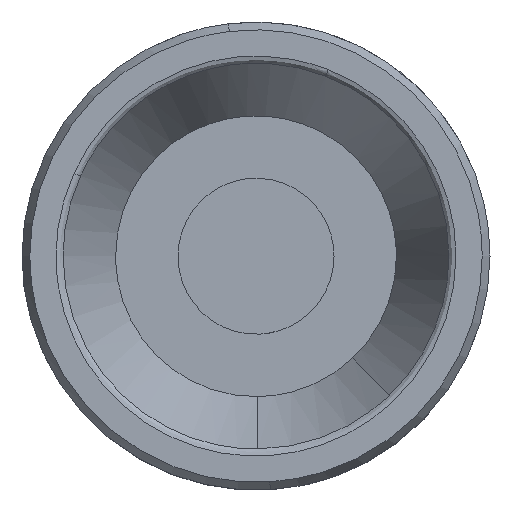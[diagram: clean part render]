
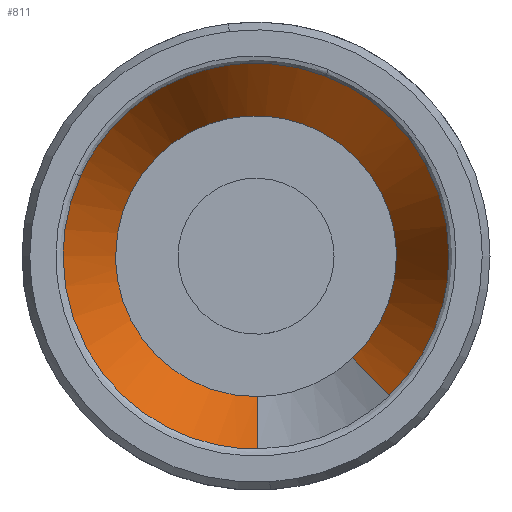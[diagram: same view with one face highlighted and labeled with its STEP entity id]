
A CAD part, top view. The second image highlights one B-rep face of the part: STEP entity #811.
In plain terms, the highlighted free-form (B-spline) face has degree [2, 1] with [9, 2] control points.
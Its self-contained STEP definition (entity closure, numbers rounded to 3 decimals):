
#641=CARTESIAN_POINT('',(6.149,-6.456,10.32));
#642=CARTESIAN_POINT('',(8.949,-3.789,10.32));
#643=CARTESIAN_POINT('',(8.916,0.078,10.32));
#644=CARTESIAN_POINT('',(8.838,8.993,10.32));
#645=CARTESIAN_POINT('',(-0.078,8.916,10.32));
#646=CARTESIAN_POINT('',(-8.993,8.838,10.32));
#647=CARTESIAN_POINT('',(-8.916,-0.078,10.32));
#648=CARTESIAN_POINT('',(-8.838,-8.993,10.32));
#649=CARTESIAN_POINT('',(0.078,-8.916,10.32));
#650=CARTESIAN_POINT('',(8.587,-9.017,17.896));
#651=CARTESIAN_POINT('',(12.498,-5.292,17.896));
#652=CARTESIAN_POINT('',(12.451,0.109,17.896));
#653=CARTESIAN_POINT('',(12.342,12.56,17.896));
#654=CARTESIAN_POINT('',(-0.109,12.451,17.896));
#655=CARTESIAN_POINT('',(-12.56,12.342,17.896));
#656=CARTESIAN_POINT('',(-12.451,-0.109,17.896));
#657=CARTESIAN_POINT('',(-12.342,-12.56,17.896));
#658=CARTESIAN_POINT('',(0.109,-12.451,17.896));
#666=(BOUNDED_SURFACE()B_SPLINE_SURFACE(2,1,((#641,#650),(#642,#651),(#643,#652),(#644,#653),(#645,#654),(#646,#655),(#647,#656),(#648,#657),(#649,#658)),.UNSPECIFIED.,.F.,.F.,.U.)B_SPLINE_SURFACE_WITH_KNOTS((3,2,2,2,3),(2,2),(0.0,10.728,31.358,51.989,72.619),(0.0,8.361),.UNSPECIFIED.)GEOMETRIC_REPRESENTATION_ITEM()RATIONAL_B_SPLINE_SURFACE(((0.854,0.854),(0.848,0.848),(1.0,1.0),(0.707,0.707),(1.0,1.0),(0.707,0.707),(1.0,1.0),(0.707,0.707),(1.0,1.0)))REPRESENTATION_ITEM('')SURFACE());
#667=CARTESIAN_POINT('',(8.528,-8.954,17.711));
#668=VERTEX_POINT('',#667);
#669=CARTESIAN_POINT('',(12.365,0.0,17.711));
#670=VERTEX_POINT('',#669);
#671=CARTESIAN_POINT('',(8.528,-8.954,17.711));
#672=CARTESIAN_POINT('',(12.365,-5.3,17.711));
#673=CARTESIAN_POINT('',(12.365,0.0,17.711));
#681=(BOUNDED_CURVE()B_SPLINE_CURVE(2,(#671,#672,#673),.UNSPECIFIED.,.F.,.U.)B_SPLINE_CURVE_WITH_KNOTS((3,3),(0.871,1.0),.UNSPECIFIED.)CURVE()GEOMETRIC_REPRESENTATION_ITEM()RATIONAL_B_SPLINE_CURVE((0.854,0.849,1.0))REPRESENTATION_ITEM(''));
#682=EDGE_CURVE('',#668,#670,#681,.T.);
#683=ORIENTED_EDGE('',*,*,#682,.T.);
#684=CARTESIAN_POINT('',(4.472,11.528,17.711));
#685=VERTEX_POINT('',#684);
#686=CARTESIAN_POINT('',(12.365,0.0,17.711));
#687=CARTESIAN_POINT('',(12.365,8.467,17.711));
#688=CARTESIAN_POINT('',(4.472,11.528,17.711));
#696=(BOUNDED_CURVE()B_SPLINE_CURVE(2,(#686,#687,#688),.UNSPECIFIED.,.F.,.U.)B_SPLINE_CURVE_WITH_KNOTS((3,3),(0.0,0.189),.UNSPECIFIED.)CURVE()GEOMETRIC_REPRESENTATION_ITEM()RATIONAL_B_SPLINE_CURVE((1.0,0.779,0.891))REPRESENTATION_ITEM(''));
#697=EDGE_CURVE('',#670,#685,#696,.T.);
#698=ORIENTED_EDGE('',*,*,#697,.T.);
#699=CARTESIAN_POINT('',(-11.254,5.124,17.711));
#700=VERTEX_POINT('',#699);
#701=CARTESIAN_POINT('',(4.472,11.528,17.711));
#702=CARTESIAN_POINT('',(2.314,12.365,17.711));
#703=CARTESIAN_POINT('',(0.0,12.365,17.711));
#704=CARTESIAN_POINT('',(-7.957,12.365,17.711));
#705=CARTESIAN_POINT('',(-11.254,5.124,17.711));
#713=(BOUNDED_CURVE()B_SPLINE_CURVE(2,(#701,#702,#703,#704,#705),.UNSPECIFIED.,.F.,.U.)B_SPLINE_CURVE_WITH_KNOTS((3,2,3),(0.189,0.25,0.43),.UNSPECIFIED.)CURVE()GEOMETRIC_REPRESENTATION_ITEM()RATIONAL_B_SPLINE_CURVE((0.891,0.928,1.0,0.79,0.882))REPRESENTATION_ITEM(''));
#714=EDGE_CURVE('',#685,#700,#713,.T.);
#715=ORIENTED_EDGE('',*,*,#714,.T.);
#716=CARTESIAN_POINT('',(-12.365,0.0,17.711));
#717=VERTEX_POINT('',#716);
#718=CARTESIAN_POINT('',(-11.254,5.124,17.711));
#719=CARTESIAN_POINT('',(-12.365,2.683,17.711));
#720=CARTESIAN_POINT('',(-12.365,0.0,17.711));
#728=(BOUNDED_CURVE()B_SPLINE_CURVE(2,(#718,#719,#720),.UNSPECIFIED.,.F.,.U.)B_SPLINE_CURVE_WITH_KNOTS((3,3),(0.43,0.5),.UNSPECIFIED.)CURVE()GEOMETRIC_REPRESENTATION_ITEM()RATIONAL_B_SPLINE_CURVE((0.882,0.918,1.0))REPRESENTATION_ITEM(''));
#729=EDGE_CURVE('',#700,#717,#728,.T.);
#730=ORIENTED_EDGE('',*,*,#729,.T.);
#731=CARTESIAN_POINT('',(0.108,-12.365,17.711));
#732=VERTEX_POINT('',#731);
#733=CARTESIAN_POINT('',(-12.365,0.0,17.711));
#734=CARTESIAN_POINT('',(-12.365,-12.365,17.711));
#735=CARTESIAN_POINT('',(0.0,-12.365,17.711));
#736=CARTESIAN_POINT('',(0.054,-12.365,17.711));
#737=CARTESIAN_POINT('',(0.108,-12.365,17.711));
#745=(BOUNDED_CURVE()B_SPLINE_CURVE(2,(#733,#734,#735,#736,#737),.UNSPECIFIED.,.F.,.U.)B_SPLINE_CURVE_WITH_KNOTS((3,2,3),(0.5,0.75,0.752),.UNSPECIFIED.)CURVE()GEOMETRIC_REPRESENTATION_ITEM()RATIONAL_B_SPLINE_CURVE((1.0,0.707,1.0,0.998,0.996))REPRESENTATION_ITEM(''));
#746=EDGE_CURVE('',#717,#732,#745,.T.);
#747=ORIENTED_EDGE('',*,*,#746,.T.);
#748=CARTESIAN_POINT('',(0.079,-9.,10.5));
#749=VERTEX_POINT('',#748);
#750=CARTESIAN_POINT('',(0.079,-9.,10.5));
#751=CARTESIAN_POINT('',(0.108,-12.365,17.711));
#752=QUASI_UNIFORM_CURVE('',1,(#750,#751),.UNSPECIFIED.,.F.,.U.);
#753=EDGE_CURVE('',#749,#732,#752,.T.);
#754=ORIENTED_EDGE('',*,*,#753,.F.);
#755=CARTESIAN_POINT('',(-9.0,0.0,10.5));
#756=VERTEX_POINT('',#755);
#757=CARTESIAN_POINT('',(0.079,-9.,10.5));
#758=CARTESIAN_POINT('',(0.039,-9.,10.5));
#759=CARTESIAN_POINT('',(0.,-9.,10.5));
#760=CARTESIAN_POINT('',(-9.,-9.,10.5));
#761=CARTESIAN_POINT('',(-9.0,0.0,10.5));
#769=(BOUNDED_CURVE()B_SPLINE_CURVE(2,(#757,#758,#759,#760,#761),.UNSPECIFIED.,.F.,.U.)B_SPLINE_CURVE_WITH_KNOTS((3,2,3),(0.748,0.75,1.0),.UNSPECIFIED.)CURVE()GEOMETRIC_REPRESENTATION_ITEM()RATIONAL_B_SPLINE_CURVE((0.996,0.998,1.0,0.707,1.0))REPRESENTATION_ITEM(''));
#770=EDGE_CURVE('',#749,#756,#769,.T.);
#771=ORIENTED_EDGE('',*,*,#770,.T.);
#772=CARTESIAN_POINT('',(9.0,0.0,10.5));
#773=VERTEX_POINT('',#772);
#774=CARTESIAN_POINT('',(-9.0,0.0,10.5));
#775=CARTESIAN_POINT('',(-9.0,9.0,10.5));
#776=CARTESIAN_POINT('',(0.0,9.0,10.5));
#777=CARTESIAN_POINT('',(9.0,9.0,10.5));
#778=CARTESIAN_POINT('',(9.0,0.0,10.5));
#786=(BOUNDED_CURVE()B_SPLINE_CURVE(2,(#774,#775,#776,#777,#778),.UNSPECIFIED.,.F.,.U.)B_SPLINE_CURVE_WITH_KNOTS((3,2,3),(0.0,0.25,0.5),.UNSPECIFIED.)CURVE()GEOMETRIC_REPRESENTATION_ITEM()RATIONAL_B_SPLINE_CURVE((1.0,0.707,1.0,0.707,1.0))REPRESENTATION_ITEM(''));
#787=EDGE_CURVE('',#756,#773,#786,.T.);
#788=ORIENTED_EDGE('',*,*,#787,.T.);
#789=CARTESIAN_POINT('',(6.207,-6.517,10.5));
#790=VERTEX_POINT('',#789);
#791=CARTESIAN_POINT('',(9.0,0.0,10.5));
#792=CARTESIAN_POINT('',(9.0,-3.857,10.5));
#793=CARTESIAN_POINT('',(6.207,-6.517,10.5));
#801=(BOUNDED_CURVE()B_SPLINE_CURVE(2,(#791,#792,#793),.UNSPECIFIED.,.F.,.U.)B_SPLINE_CURVE_WITH_KNOTS((3,3),(0.5,0.629),.UNSPECIFIED.)CURVE()GEOMETRIC_REPRESENTATION_ITEM()RATIONAL_B_SPLINE_CURVE((1.0,0.849,0.854))REPRESENTATION_ITEM(''));
#802=EDGE_CURVE('',#773,#790,#801,.T.);
#803=ORIENTED_EDGE('',*,*,#802,.T.);
#804=CARTESIAN_POINT('',(6.207,-6.517,10.5));
#805=CARTESIAN_POINT('',(8.528,-8.954,17.711));
#806=QUASI_UNIFORM_CURVE('',1,(#804,#805),.UNSPECIFIED.,.F.,.U.);
#807=EDGE_CURVE('',#790,#668,#806,.T.);
#808=ORIENTED_EDGE('',*,*,#807,.T.);
#809=EDGE_LOOP('',(#683,#698,#715,#730,#747,#754,#771,#788,#803,#808));
#810=FACE_OUTER_BOUND('',#809,.T.);
#811=ADVANCED_FACE('',(#810),#666,.F.);
